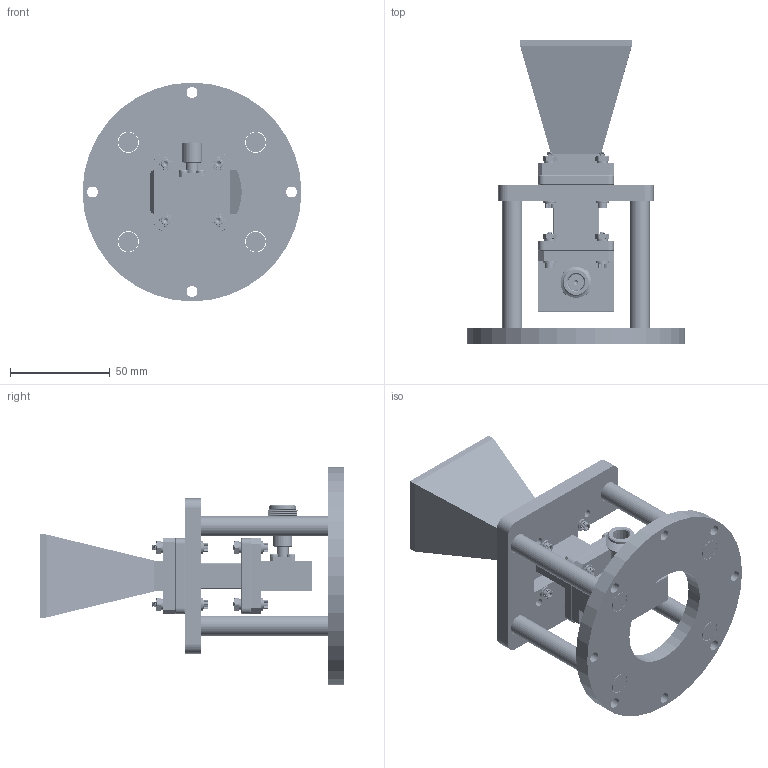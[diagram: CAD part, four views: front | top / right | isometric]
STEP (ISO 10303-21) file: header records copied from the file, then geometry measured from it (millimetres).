
FILE_DESCRIPTION (( 'STEP AP214' ), '1' );
FILE_NAME ('FM1WAN075-15NF_3D.step', '2024-03-07T00:17:55', ( '' ), ( '' ), 'SwSTEP 2.0', 'SolidWorks 2022', '' );
FILE_SCHEMA (( 'AUTOMOTIVE_DESIGN' ));
Length unit declared in the file: inch
Products named in the file (18): Copy of 112-N^Copy of PE9874_con_PE9874; Screw 4-40SH x 9_16_2; Copy of 112-N-PANEL^Copy of PE9874_con_PE9874; FM1WAN075-15NF_3D; Copy of FMWAN075-112-MNT_STDF RND M4 FEM, 8OD X 64LG^FMWAN075-112-MNT; No.4 Flat Washer_1_91166A230; Screw 4-40SH x 9_16_1; FMWAN075-112-MNT; Copy of 06142-con screw^Copy of PE9874_con_PE9874; Copy of PEFMWAN075-112-MNT_LWR PLT^FMWAN075-112-MNT; FMWAN075-15; Copy of PE9874_con^PE9874; No.4 Lock Washer_1_COMPRESSED; PE9874; FMW75S001-1.5; Copy of FMWAN075-112-MNT_UPR PLT^FMWAN075-112-MNT; Copy of 075-01676^PE9874; 4-40 Nut_1_94150A335
Assembly tree (50 placements, depth 4):
  FM1WAN075-15NF_3D
    Screw 4-40SH x 9_16_1  x4
    No.4 Flat Washer_1_91166A230  x8
    No.4 Lock Washer_1_COMPRESSED  x8
    FMWAN075-112-MNT
      Copy of FMWAN075-112-MNT_UPR PLT^FMWAN075-112-MNT
      Copy of PEFMWAN075-112-MNT_LWR PLT^FMWAN075-112-MNT
      Copy of FMWAN075-112-MNT_STDF RND M4 FEM, 8OD X 64LG^FMWAN075-112-MNT  x4
    FMWAN075-15
    FMW75S001-1.5
    4-40 Nut_1_94150A335  x8
    PE9874
      Copy of PE9874_con^PE9874
        Copy of 06142-con screw^Copy of PE9874_con_PE9874  x4
        Copy of 112-N^Copy of PE9874_con_PE9874
        Copy of 112-N-PANEL^Copy of PE9874_con_PE9874
      Copy of 075-01676^PE9874
    Screw 4-40SH x 9_16_2  x4
Bounding box: 110 x 153 x 110 mm (x, y, z)
Volume: 189218.3 mm3; surface area: 89107.5 mm2
Topology: 47 solids, 47 shells, 4712 faces, 13280 edges, 8675 vertices
Faces by surface type: plane 1564, cylinder 1464, cone 940, torus 688, bspline 56
Entity records: 63870 total; most frequent: CARTESIAN_POINT 28687, ORIENTED_EDGE 7532, DIRECTION 5990, EDGE_CURVE 3766, VERTEX_POINT 2455, AXIS2_PLACEMENT_3D 2338, EDGE_LOOP 1471, FACE_OUTER_BOUND 1355
